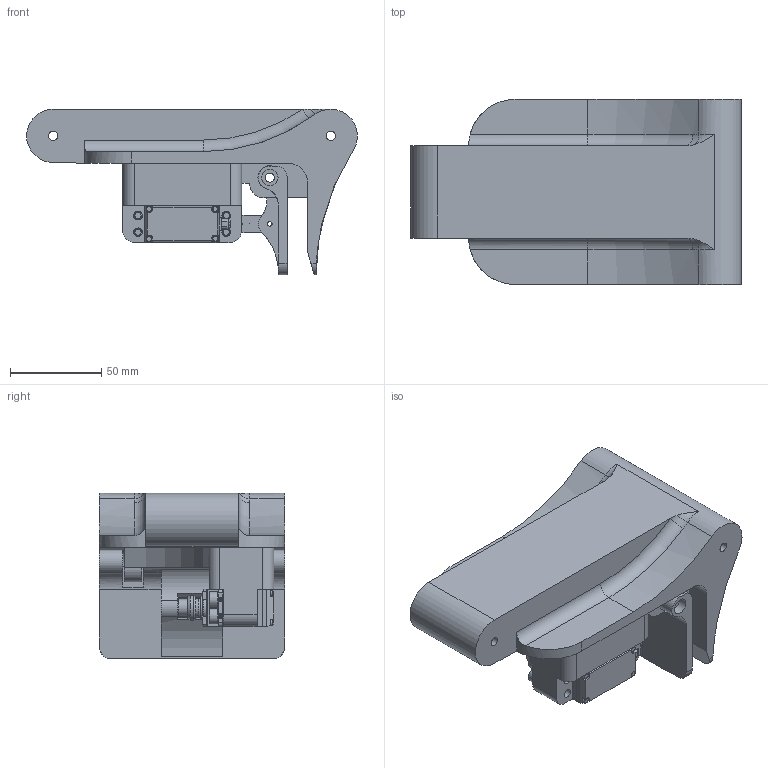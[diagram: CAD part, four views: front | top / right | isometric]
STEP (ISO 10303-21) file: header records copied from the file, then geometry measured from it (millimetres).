
FILE_DESCRIPTION(/* description */ (''),/* implementation_level */ '2;1');
FILE_NAME(/* name */ 'Gripper v17.step',/* time_stamp */ '2018-09-09T17:46:00-04:00',/* author */ ('Xaveagle'),/* organization */ (''),/* preprocessor_version */ 'ST-DEVELOPER v17.2',/* originating_system */ 'Autodesk Translation Framework v7.6.0.251',/* authorisation */ '');
FILE_SCHEMA (('AUTOMOTIVE_DESIGN { 1 0 10303 214 3 1 1 }'));
Length unit declared in the file: inch
Products named in the file (8): Gripper; Servo Horn v2; Servo v2; Gripper Link; Top of Gripper; Gripper Base; Component5; M5x12
Assembly tree (10 placements, depth 3):
  Gripper
    Servo Horn v2
    Servo v2
    Gripper Link
    Top of Gripper
    Gripper Base
      Component5
    M5x12  x4
Bounding box: 181.59 x 101.6 x 90.83 mm (x, y, z)
Volume: 577900.9 mm3; surface area: 100132.9 mm2
Topology: 15 solids, 15 shells, 656 faces, 1750 edges, 1147 vertices
Faces by surface type: cylinder 323, plane 240, cone 42, bspline 40, torus 11
Full cylindrical faces by diameter (mm): 1.2 x6, 2.54 x3, 2.55 x1, 3.048 x4, 3.556 x10, 3.961 x52, 4.7 x4, 5 x63, 8.5 x4, 9 x2, 10.2 x1, 11.43 x1, 12.7 x1, 13 x2
Entity records: 27042 total; most frequent: CARTESIAN_POINT 14207, ORIENTED_EDGE 2672, DIRECTION 2544, EDGE_CURVE 1336, AXIS2_PLACEMENT_3D 916, VERTEX_POINT 880, LINE 712, VECTOR 712
